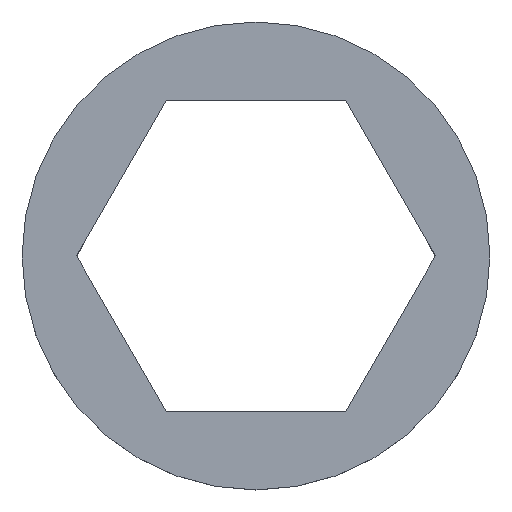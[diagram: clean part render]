
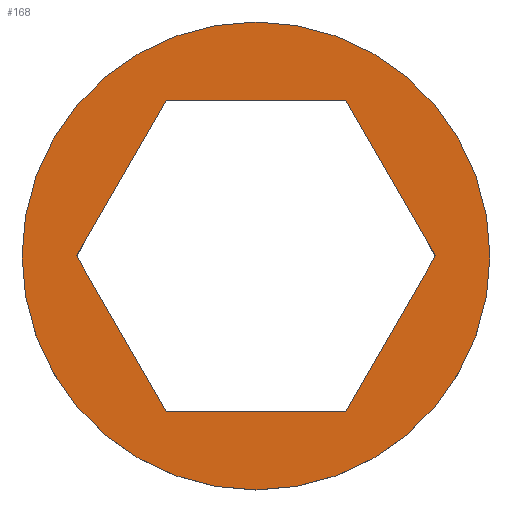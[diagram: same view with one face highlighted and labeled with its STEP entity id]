
A CAD part, top view. The second image highlights one B-rep face of the part: STEP entity #168.
In plain terms, the highlighted planar face has unit normal (0, 0, 1).
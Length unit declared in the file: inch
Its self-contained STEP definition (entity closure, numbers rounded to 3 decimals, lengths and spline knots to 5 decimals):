
#2 = VECTOR ( 'NONE', #174, 39.37008 ) ;
#7 = CARTESIAN_POINT ( 'NONE',  ( 0., 0., 0.03125 ) ) ;
#9 = CARTESIAN_POINT ( 'NONE',  ( 0.29445, 0., 0.03125 ) ) ;
#10 = CIRCLE ( 'NONE', #271, 0.38386 ) ;
#12 = CIRCLE ( 'NONE', #52, 0.38386 ) ;
#18 = VECTOR ( 'NONE', #205, 39.37008 ) ;
#23 = VERTEX_POINT ( 'NONE', #9 ) ;
#24 = EDGE_CURVE ( 'NONE', #318, #334, #273, .T. ) ;
#33 = DIRECTION ( 'NONE',  ( 1., 0., 0. ) ) ;
#48 = CARTESIAN_POINT ( 'NONE',  ( -0.14722, -0.255, 0.03125 ) ) ;
#49 = VECTOR ( 'NONE', #56, 39.37008 ) ;
#50 = VECTOR ( 'NONE', #151, 39.37008 ) ;
#52 = AXIS2_PLACEMENT_3D ( 'NONE', #133, #338, #160 ) ;
#56 = DIRECTION ( 'NONE',  ( -0.5, 0.866, 0. ) ) ;
#62 = DIRECTION ( 'NONE',  ( 0., 0., 1. ) ) ;
#68 = LINE ( 'NONE', #298, #50 ) ;
#70 = ORIENTED_EDGE ( 'NONE', *, *, #307, .F. ) ;
#83 = LINE ( 'NONE', #272, #18 ) ;
#87 = EDGE_CURVE ( 'NONE', #141, #140, #68, .T. ) ;
#90 = LINE ( 'NONE', #257, #2 ) ;
#93 = VERTEX_POINT ( 'NONE', #175 ) ;
#100 = ORIENTED_EDGE ( 'NONE', *, *, #87, .F. ) ;
#117 = EDGE_CURVE ( 'NONE', #201, #93, #10, .T. ) ;
#131 = CARTESIAN_POINT ( 'NONE',  ( -0.14722, 0.255, 0.03125 ) ) ;
#133 = CARTESIAN_POINT ( 'NONE',  ( 0., 0., 0.03125 ) ) ;
#140 = VERTEX_POINT ( 'NONE', #237 ) ;
#141 = VERTEX_POINT ( 'NONE', #131 ) ;
#150 = EDGE_CURVE ( 'NONE', #140, #318, #165, .T. ) ;
#151 = DIRECTION ( 'NONE',  ( -0.5, -0.866, 0. ) ) ;
#157 = CARTESIAN_POINT ( 'NONE',  ( -0.29445, 0., 0.03125 ) ) ;
#158 = CARTESIAN_POINT ( 'NONE',  ( 0.29445, 0., 0.03125 ) ) ;
#160 = DIRECTION ( 'NONE',  ( 1., 0., 0. ) ) ;
#162 = CARTESIAN_POINT ( 'NONE',  ( 0., 0., 0.03125 ) ) ;
#165 = LINE ( 'NONE', #157, #188 ) ;
#166 = EDGE_LOOP ( 'NONE', ( #190, #270 ) ) ;
#168 = ADVANCED_FACE ( 'NONE', ( #235, #284 ), #210, .T. ) ;
#174 = DIRECTION ( 'NONE',  ( 0.5, 0.866, 0. ) ) ;
#175 = CARTESIAN_POINT ( 'NONE',  ( -0.38386, 0., 0.03125 ) ) ;
#176 = DIRECTION ( 'NONE',  ( 0., 0., 1. ) ) ;
#181 = AXIS2_PLACEMENT_3D ( 'NONE', #162, #62, #243 ) ;
#188 = VECTOR ( 'NONE', #331, 39.37008 ) ;
#190 = ORIENTED_EDGE ( 'NONE', *, *, #349, .T. ) ;
#191 = ORIENTED_EDGE ( 'NONE', *, *, #150, .F. ) ;
#201 = VERTEX_POINT ( 'NONE', #226 ) ;
#205 = DIRECTION ( 'NONE',  ( -1., 0., 0. ) ) ;
#210 = PLANE ( 'NONE',  #181 ) ;
#212 = ORIENTED_EDGE ( 'NONE', *, *, #351, .F. ) ;
#226 = CARTESIAN_POINT ( 'NONE',  ( 0.38386, 0., 0.03125 ) ) ;
#229 = CARTESIAN_POINT ( 'NONE',  ( 0.14722, -0.255, 0.03125 ) ) ;
#235 = FACE_OUTER_BOUND ( 'NONE', #166, .T. ) ;
#237 = CARTESIAN_POINT ( 'NONE',  ( -0.29445, 0., 0.03125 ) ) ;
#240 = DIRECTION ( 'NONE',  ( 1., 0., 0. ) ) ;
#243 = DIRECTION ( 'NONE',  ( 1., 0., 0. ) ) ;
#257 = CARTESIAN_POINT ( 'NONE',  ( 0.14722, -0.255, 0.03125 ) ) ;
#262 = VECTOR ( 'NONE', #240, 39.37008 ) ;
#270 = ORIENTED_EDGE ( 'NONE', *, *, #117, .T. ) ;
#271 = AXIS2_PLACEMENT_3D ( 'NONE', #7, #176, #33 ) ;
#272 = CARTESIAN_POINT ( 'NONE',  ( 0.14722, 0.255, 0.03125 ) ) ;
#273 = LINE ( 'NONE', #335, #262 ) ;
#274 = ORIENTED_EDGE ( 'NONE', *, *, #24, .F. ) ;
#278 = ORIENTED_EDGE ( 'NONE', *, *, #344, .F. ) ;
#284 = FACE_BOUND ( 'NONE', #339, .T. ) ;
#286 = VERTEX_POINT ( 'NONE', #294 ) ;
#294 = CARTESIAN_POINT ( 'NONE',  ( 0.14722, 0.255, 0.03125 ) ) ;
#298 = CARTESIAN_POINT ( 'NONE',  ( -0.14722, 0.255, 0.03125 ) ) ;
#307 = EDGE_CURVE ( 'NONE', #334, #23, #90, .T. ) ;
#314 = LINE ( 'NONE', #158, #49 ) ;
#318 = VERTEX_POINT ( 'NONE', #48 ) ;
#331 = DIRECTION ( 'NONE',  ( 0.5, -0.866, 0. ) ) ;
#334 = VERTEX_POINT ( 'NONE', #229 ) ;
#335 = CARTESIAN_POINT ( 'NONE',  ( -0.14722, -0.255, 0.03125 ) ) ;
#338 = DIRECTION ( 'NONE',  ( 0., 0., 1. ) ) ;
#339 = EDGE_LOOP ( 'NONE', ( #70, #274, #191, #100, #212, #278 ) ) ;
#344 = EDGE_CURVE ( 'NONE', #23, #286, #314, .T. ) ;
#349 = EDGE_CURVE ( 'NONE', #93, #201, #12, .T. ) ;
#351 = EDGE_CURVE ( 'NONE', #286, #141, #83, .T. ) ;
